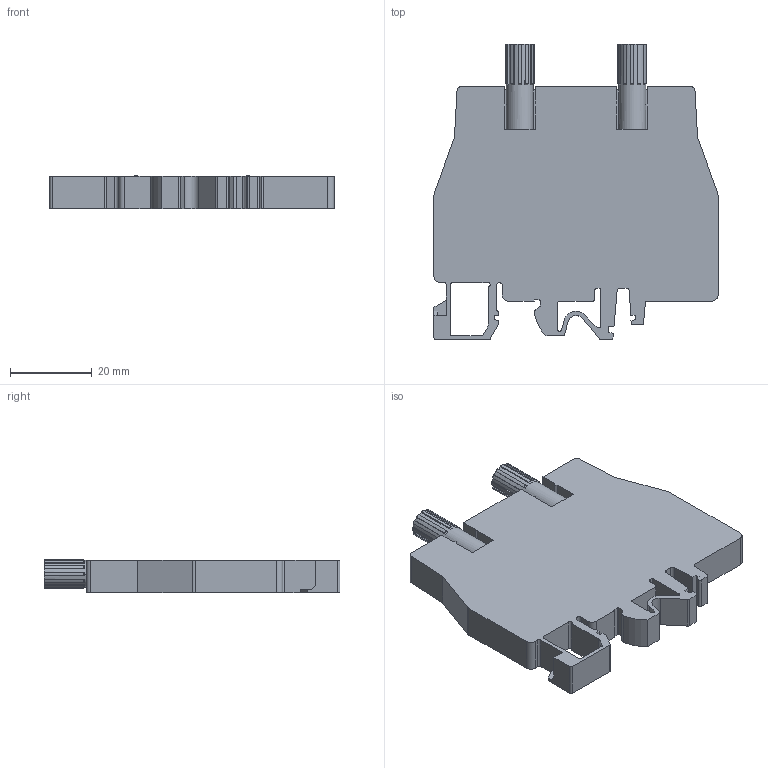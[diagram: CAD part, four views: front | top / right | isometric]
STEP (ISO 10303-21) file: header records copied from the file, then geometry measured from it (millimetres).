
FILE_DESCRIPTION((''),'2;1');
FILE_NAME('ASM0001_ASM','2022-07-14T14:44:33',('klemen.sitar'),('Audax d.o.o.'),'CREO PARAMETRIC BY PTC INC, 2021304','CREO PARAMETRIC BY PTC INC, 2021304','');
FILE_SCHEMA(('AP242_MANAGED_MODEL_BASED_3D_ENGINEERING_MIM_LF { 1 0 10303 442 1 1 4 }'));
Length unit declared in the file: millimetre
Products named in the file (8): PRT0001; T1_1_1; T2_1_1; ASM0003_ASM; T1_1_1_1; T2_1_1_1; ASM0004_ASM; ASM0001_ASM
Assembly tree (7 placements, depth 3):
  ASM0001_ASM
    PRT0001
    ASM0003_ASM
      T1_1_1
      T2_1_1
    ASM0004_ASM
      T1_1_1_1
      T2_1_1_1
Bounding box: 69.5 x 72.4 x 8.2 mm (x, y, z)
Volume: 27890.8 mm3; surface area: 13634.1 mm2
Topology: 5 solids, 5 shells, 523 faces, 1578 edges, 1066 vertices
Faces by surface type: plane 330, cylinder 157, cone 36
Entity records: 27006 total; most frequent: CARTESIAN_POINT 5095, ORIENTED_EDGE 3148, DIRECTION 2914, PRESENTATION_STYLE_ASSIGNMENT 1855, STYLED_ITEM 1801, CURVE_STYLE 1585, EDGE_CURVE 1574, VERTEX_POINT 1066
